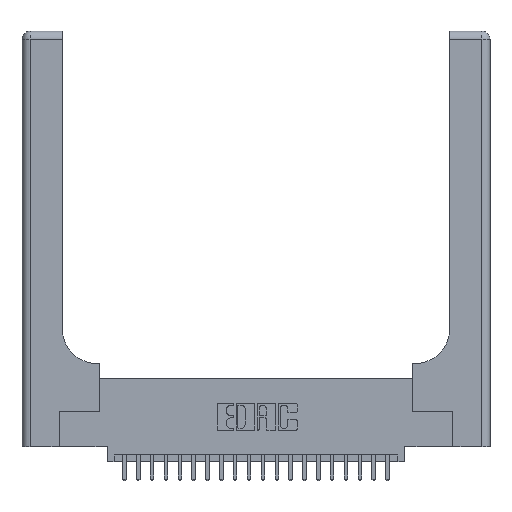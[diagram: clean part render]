
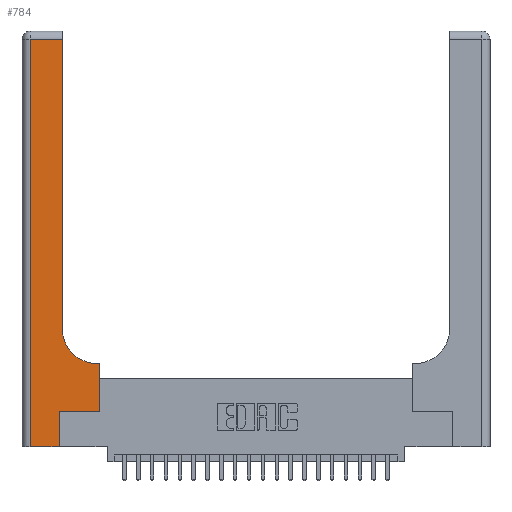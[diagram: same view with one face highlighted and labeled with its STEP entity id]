
A CAD part, top view. The second image highlights one B-rep face of the part: STEP entity #784.
In plain terms, the highlighted planar face has unit normal (0, 0, 1).
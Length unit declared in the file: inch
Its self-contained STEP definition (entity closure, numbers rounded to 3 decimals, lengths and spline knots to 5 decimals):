
#784 = ADVANCED_FACE ( 'NONE', ( #9985 ), #7979, .F. ) ;
#1167 = EDGE_CURVE ( 'NONE', #1342, #13024, #10565, .T. ) ;
#1211 = CARTESIAN_POINT ( 'NONE',  ( 0.2915, 3., 0.37 ) ) ;
#1342 = VERTEX_POINT ( 'NONE', #14972 ) ;
#2336 = CARTESIAN_POINT ( 'NONE',  ( 0.06, 0., 0.37 ) ) ;
#2364 = VECTOR ( 'NONE', #7049, 39.37008 ) ;
#2541 = LINE ( 'NONE', #9660, #21716 ) ;
#3027 = VECTOR ( 'NONE', #14437, 39.37008 ) ;
#3066 = DIRECTION ( 'NONE',  ( 0., 1., 0. ) ) ;
#3199 = CARTESIAN_POINT ( 'NONE',  ( 0.269, 0.25, 0.37 ) ) ;
#4308 = EDGE_CURVE ( 'NONE', #23518, #18643, #6044, .T. ) ;
#4407 = DIRECTION ( 'NONE',  ( -1., 0., 0. ) ) ;
#4595 = LINE ( 'NONE', #16466, #5738 ) ;
#4658 = LINE ( 'NONE', #16250, #21214 ) ;
#5113 = CARTESIAN_POINT ( 'NONE',  ( 0.2915, 0.85, 0.37 ) ) ;
#5590 = VERTEX_POINT ( 'NONE', #3199 ) ;
#5738 = VECTOR ( 'NONE', #14301, 39.37008 ) ;
#5823 = ORIENTED_EDGE ( 'NONE', *, *, #15228, .T. ) ;
#5828 = CARTESIAN_POINT ( 'NONE',  ( 0.269, 0., 0.37 ) ) ;
#6044 = LINE ( 'NONE', #13502, #20875 ) ;
#6522 = VERTEX_POINT ( 'NONE', #2336 ) ;
#6529 = AXIS2_PLACEMENT_3D ( 'NONE', #13293, #22614, #4407 ) ;
#7049 = DIRECTION ( 'NONE',  ( 1., 0., 0. ) ) ;
#7059 = EDGE_CURVE ( 'NONE', #13024, #6522, #4658, .T. ) ;
#7097 = DIRECTION ( 'NONE',  ( 0., 0., -1. ) ) ;
#7297 = LINE ( 'NONE', #16506, #2364 ) ;
#7979 = PLANE ( 'NONE',  #6529 ) ;
#8545 = EDGE_CURVE ( 'NONE', #6522, #18399, #4595, .T. ) ;
#8946 = ORIENTED_EDGE ( 'NONE', *, *, #1167, .T. ) ;
#8997 = VECTOR ( 'NONE', #15729, 39.37008 ) ;
#9252 = AXIS2_PLACEMENT_3D ( 'NONE', #11020, #7097, #20332 ) ;
#9660 = CARTESIAN_POINT ( 'NONE',  ( 0.2915, 0.6, 0.37 ) ) ;
#9745 = ORIENTED_EDGE ( 'NONE', *, *, #4308, .T. ) ;
#9985 = FACE_OUTER_BOUND ( 'NONE', #14393, .T. ) ;
#10375 = CARTESIAN_POINT ( 'NONE',  ( 0.269, 0., 0.37 ) ) ;
#10459 = LINE ( 'NONE', #1211, #22657 ) ;
#10504 = ORIENTED_EDGE ( 'NONE', *, *, #7059, .T. ) ;
#10565 = LINE ( 'NONE', #20146, #3027 ) ;
#10615 = CARTESIAN_POINT ( 'NONE',  ( 0.06, 2.94, 0.37 ) ) ;
#11020 = CARTESIAN_POINT ( 'NONE',  ( 0.5415, 0.85, 0.37 ) ) ;
#12044 = ORIENTED_EDGE ( 'NONE', *, *, #15384, .T. ) ;
#12272 = ORIENTED_EDGE ( 'NONE', *, *, #8545, .T. ) ;
#13024 = VERTEX_POINT ( 'NONE', #10615 ) ;
#13049 = EDGE_CURVE ( 'NONE', #5590, #23518, #7297, .T. ) ;
#13293 = CARTESIAN_POINT ( 'NONE',  ( 0., 3., 0.37 ) ) ;
#13337 = DIRECTION ( 'NONE',  ( -1., 0., 0. ) ) ;
#13502 = CARTESIAN_POINT ( 'NONE',  ( 0.5585, 0.25, 0.37 ) ) ;
#13615 = ORIENTED_EDGE ( 'NONE', *, *, #13049, .T. ) ;
#13995 = CARTESIAN_POINT ( 'NONE',  ( 0.5415, 0.6, 0.37 ) ) ;
#14264 = LINE ( 'NONE', #10375, #8997 ) ;
#14301 = DIRECTION ( 'NONE',  ( 1., 0., 0. ) ) ;
#14393 = EDGE_LOOP ( 'NONE', ( #15295, #8946, #10504, #12272, #5823, #13615, #9745, #19468, #12044 ) ) ;
#14437 = DIRECTION ( 'NONE',  ( -1., 0., 0. ) ) ;
#14972 = CARTESIAN_POINT ( 'NONE',  ( 0.2915, 2.94, 0.37 ) ) ;
#15228 = EDGE_CURVE ( 'NONE', #18399, #5590, #14264, .T. ) ;
#15295 = ORIENTED_EDGE ( 'NONE', *, *, #20977, .T. ) ;
#15384 = EDGE_CURVE ( 'NONE', #18611, #16092, #18855, .T. ) ;
#15729 = DIRECTION ( 'NONE',  ( 0., 1., 0. ) ) ;
#16092 = VERTEX_POINT ( 'NONE', #5113 ) ;
#16250 = CARTESIAN_POINT ( 'NONE',  ( 0.06, 3., 0.37 ) ) ;
#16338 = EDGE_CURVE ( 'NONE', #18643, #18611, #2541, .T. ) ;
#16466 = CARTESIAN_POINT ( 'NONE',  ( 0., 0., 0.37 ) ) ;
#16506 = CARTESIAN_POINT ( 'NONE',  ( 0.269, 0.25, 0.37 ) ) ;
#17774 = DIRECTION ( 'NONE',  ( 0., 1., 0. ) ) ;
#18016 = CARTESIAN_POINT ( 'NONE',  ( 0.5585, 0.25, 0.37 ) ) ;
#18399 = VERTEX_POINT ( 'NONE', #5828 ) ;
#18611 = VERTEX_POINT ( 'NONE', #13995 ) ;
#18643 = VERTEX_POINT ( 'NONE', #21438 ) ;
#18855 = CIRCLE ( 'NONE', #9252, 0.25 ) ;
#19468 = ORIENTED_EDGE ( 'NONE', *, *, #16338, .T. ) ;
#20146 = CARTESIAN_POINT ( 'NONE',  ( 0., 2.94, 0.37 ) ) ;
#20332 = DIRECTION ( 'NONE',  ( 1., 0., 0. ) ) ;
#20875 = VECTOR ( 'NONE', #17774, 39.37008 ) ;
#20977 = EDGE_CURVE ( 'NONE', #16092, #1342, #10459, .T. ) ;
#21214 = VECTOR ( 'NONE', #23885, 39.37008 ) ;
#21438 = CARTESIAN_POINT ( 'NONE',  ( 0.5585, 0.6, 0.37 ) ) ;
#21716 = VECTOR ( 'NONE', #13337, 39.37008 ) ;
#22614 = DIRECTION ( 'NONE',  ( 0., 0., -1. ) ) ;
#22657 = VECTOR ( 'NONE', #3066, 39.37008 ) ;
#23518 = VERTEX_POINT ( 'NONE', #18016 ) ;
#23885 = DIRECTION ( 'NONE',  ( 0., -1., 0. ) ) ;
